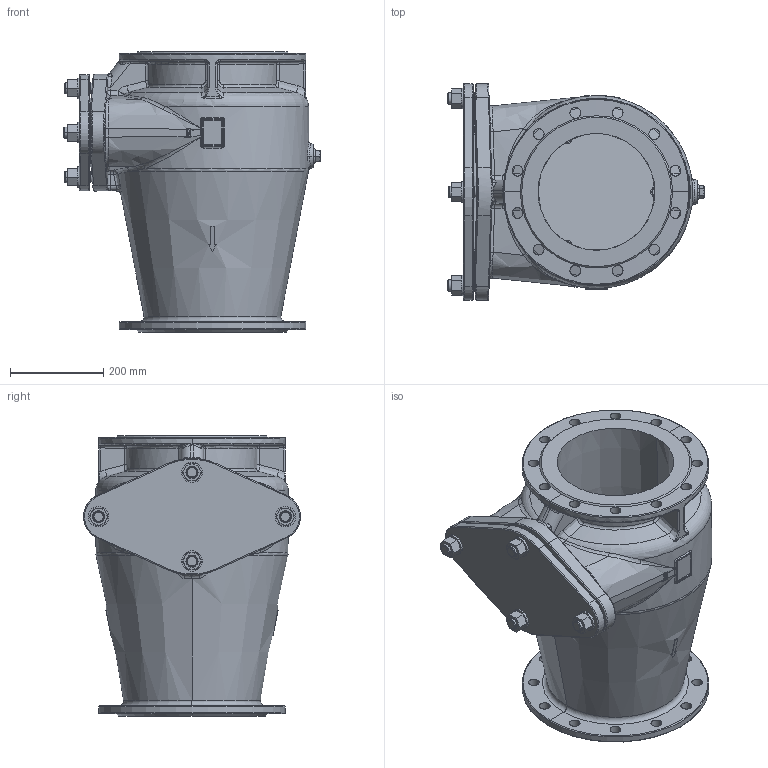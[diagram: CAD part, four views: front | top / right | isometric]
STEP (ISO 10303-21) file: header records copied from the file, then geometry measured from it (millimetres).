
FILE_DESCRIPTION((''),'2;1');
FILE_NAME('DN250_PN10_CEP_ART435_ASM','2011-03-04T',('JMarkelj'),('Audax d.o.o.'),'PRO/ENGINEER BY PARAMETRIC TECHNOLOGY CORPORATION, 2010180','PRO/ENGINEER BY PARAMETRIC TECHNOLOGY CORPORATION, 2010180','');
FILE_SCHEMA(('CONFIG_CONTROL_DESIGN'));
Length unit declared in the file: millimetre
Products named in the file (18): OHISJE_DN250_AF1; OHISJE_DN250_OBDELAN_PN10_AF0_ASM; ZAPORA_DN250_AF1; ZAPORA_DN250_AF2; ZAPORA_AF0; AKSA_ZAPORE_AF0; ZAPORA_DN250_AF0_ASM; O_TESNILO_POKROVA; STOJNI_VIJAK_M24X60; STOJNI_VIJAK_M24X55; POKROV_DN250; PODLOSKA_A24; MATICA_M24; CEP_34_DIN910; CEP; PODLOSKA_CU; CEP_34_DIN910_ASM; DN250_PN10_CEP_ART435_ASM
Assembly tree (25 placements, depth 3):
  DN250_PN10_CEP_ART435_ASM
    OHISJE_DN250_OBDELAN_PN10_AF0_ASM
      OHISJE_DN250_AF1
    ZAPORA_DN250_AF0_ASM
      ZAPORA_DN250_AF1
      ZAPORA_DN250_AF2
      ZAPORA_AF0
      AKSA_ZAPORE_AF0
    O_TESNILO_POKROVA
    STOJNI_VIJAK_M24X60  x2
    STOJNI_VIJAK_M24X55  x2
    POKROV_DN250
    PODLOSKA_A24  x4
    MATICA_M24  x4
    CEP_34_DIN910_ASM
      CEP_34_DIN910
      CEP
      PODLOSKA_CU
Bounding box: 548.3 x 464 x 600 mm (x, y, z)
Volume: 22278761.1 mm3; surface area: 2854123.4 mm2
Topology: 22 solids, 36 shells, 2290 faces, 5796 edges, 3623 vertices
Faces by surface type: plane 1119, cylinder 432, bspline 351, cone 203, torus 153, sphere 32
Entity records: 84965 total; most frequent: CARTESIAN_POINT 36830, ORIENTED_EDGE 10916, DIRECTION 8612, EDGE_CURVE 5480, VERTEX_POINT 3433, AXIS2_PLACEMENT_3D 3344, EDGE_LOOP 2297, FACE_OUTER_BOUND 2148
